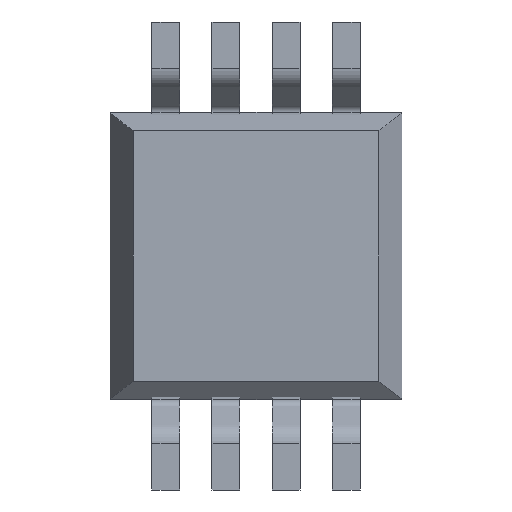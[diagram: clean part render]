
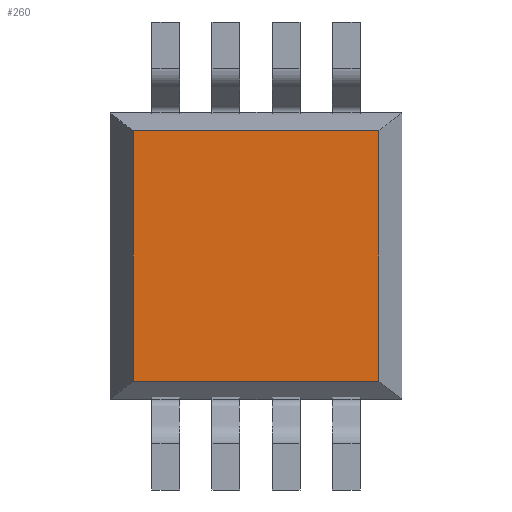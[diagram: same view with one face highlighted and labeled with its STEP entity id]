
A CAD part, front view. The second image highlights one B-rep face of the part: STEP entity #260.
In plain terms, the highlighted planar face has unit normal (0, -1, 0).
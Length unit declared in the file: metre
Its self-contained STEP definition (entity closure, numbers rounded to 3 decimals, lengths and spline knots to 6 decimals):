
#260 = ADVANCED_FACE( '', ( #572 ), #573, .T. );
#572 = FACE_OUTER_BOUND( '', #935, .T. );
#573 = PLANE( '', #936 );
#935 = EDGE_LOOP( '', ( #1695, #1696, #1697, #1698 ) );
#936 = AXIS2_PLACEMENT_3D( '', #1699, #1700, #1701 );
#1695 = ORIENTED_EDGE( '', *, *, #2592, .F. );
#1696 = ORIENTED_EDGE( '', *, *, #2378, .T. );
#1697 = ORIENTED_EDGE( '', *, *, #2593, .T. );
#1698 = ORIENTED_EDGE( '', *, *, #2460, .T. );
#1699 = CARTESIAN_POINT( '', ( -0.00045, 0.00015, -0.001175 ) );
#1700 = DIRECTION( '', ( 0., -1., 0. ) );
#1701 = DIRECTION( '', ( 0., 0., -1. ) );
#2378 = EDGE_CURVE( '', #2921, #2925, #2927, .T. );
#2460 = EDGE_CURVE( '', #3056, #3053, #3057, .T. );
#2592 = EDGE_CURVE( '', #2921, #3053, #3257, .T. );
#2593 = EDGE_CURVE( '', #2925, #3056, #3258, .T. );
#2921 = VERTEX_POINT( '', #3681 );
#2925 = VERTEX_POINT( '', #3687 );
#2927 = LINE( '', #3690, #3691 );
#3053 = VERTEX_POINT( '', #3863 );
#3056 = VERTEX_POINT( '', #3867 );
#3057 = LINE( '', #3868, #3869 );
#3257 = LINE( '', #4148, #4149 );
#3258 = LINE( '', #4150, #4151 );
#3681 = CARTESIAN_POINT( '', ( -0.0002, 0.00015, -0.001175 ) );
#3687 = CARTESIAN_POINT( '', ( -0.0002, 0.00015, -0.003875 ) );
#3690 = CARTESIAN_POINT( '', ( -0.0002, 0.00015, -0.001175 ) );
#3691 = VECTOR( '', #4529, 1. );
#3863 = CARTESIAN_POINT( '', ( 0.00245, 0.00015, -0.001175 ) );
#3867 = CARTESIAN_POINT( '', ( 0.00245, 0.00015, -0.003875 ) );
#3868 = CARTESIAN_POINT( '', ( 0.00245, 0.00015, -0.001175 ) );
#3869 = VECTOR( '', #4628, 1. );
#4148 = CARTESIAN_POINT( '', ( -0.00045, 0.00015, -0.001175 ) );
#4149 = VECTOR( '', #4774, 1. );
#4150 = CARTESIAN_POINT( '', ( -0.00045, 0.00015, -0.003875 ) );
#4151 = VECTOR( '', #4775, 1. );
#4529 = DIRECTION( '', ( 0., 0., -1. ) );
#4628 = DIRECTION( '', ( 0., 0., 1. ) );
#4774 = DIRECTION( '', ( 1., 0., 0. ) );
#4775 = DIRECTION( '', ( 1., 0., 0. ) );
